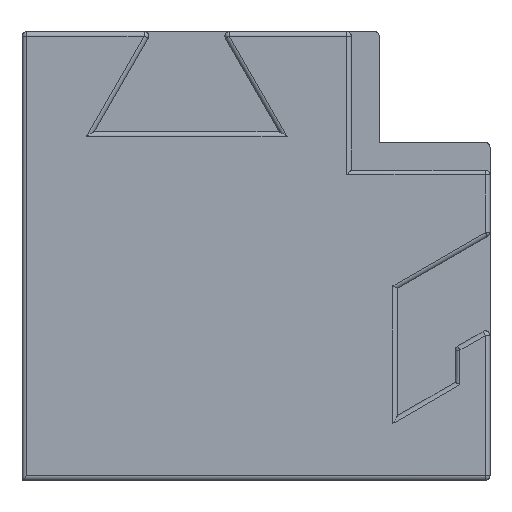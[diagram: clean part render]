
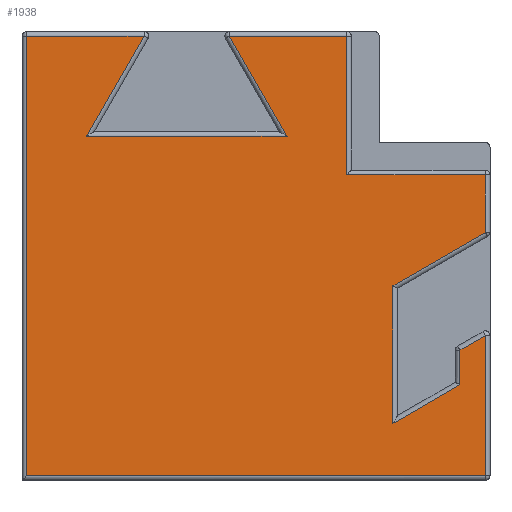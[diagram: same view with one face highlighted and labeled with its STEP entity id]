
A CAD part, front view. The second image highlights one B-rep face of the part: STEP entity #1938.
In plain terms, the highlighted planar face has unit normal (0, -1, 0).
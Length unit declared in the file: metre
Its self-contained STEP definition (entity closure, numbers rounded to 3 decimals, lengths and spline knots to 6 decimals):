
#462=ORIENTED_EDGE('',*,*,#913,.F.);
#463=ORIENTED_EDGE('',*,*,#914,.F.);
#464=ORIENTED_EDGE('',*,*,#842,.F.);
#465=ORIENTED_EDGE('',*,*,#840,.F.);
#466=ORIENTED_EDGE('',*,*,#915,.F.);
#467=ORIENTED_EDGE('',*,*,#834,.F.);
#468=ORIENTED_EDGE('',*,*,#832,.F.);
#469=ORIENTED_EDGE('',*,*,#916,.F.);
#470=ORIENTED_EDGE('',*,*,#917,.F.);
#471=ORIENTED_EDGE('',*,*,#819,.F.);
#472=ORIENTED_EDGE('',*,*,#817,.F.);
#473=ORIENTED_EDGE('',*,*,#823,.F.);
#474=ORIENTED_EDGE('',*,*,#918,.F.);
#475=ORIENTED_EDGE('',*,*,#919,.F.);
#476=ORIENTED_EDGE('',*,*,#825,.F.);
#477=ORIENTED_EDGE('',*,*,#829,.F.);
#817=EDGE_CURVE('',#1091,#1090,#1257,.T.);
#819=EDGE_CURVE('',#1090,#1092,#1258,.F.);
#823=EDGE_CURVE('',#1093,#1091,#1259,.T.);
#825=EDGE_CURVE('',#1094,#1095,#1260,.T.);
#829=EDGE_CURVE('',#1096,#1094,#1261,.F.);
#832=EDGE_CURVE('',#1098,#1097,#1262,.T.);
#834=EDGE_CURVE('',#1097,#1100,#1263,.F.);
#840=EDGE_CURVE('',#1105,#1103,#1266,.F.);
#842=EDGE_CURVE('',#1103,#1106,#1267,.T.);
#913=EDGE_CURVE('',#1142,#1096,#1324,.T.);
#914=EDGE_CURVE('',#1106,#1142,#1325,.F.);
#915=EDGE_CURVE('',#1100,#1105,#1326,.F.);
#916=EDGE_CURVE('',#1143,#1098,#1327,.T.);
#917=EDGE_CURVE('',#1092,#1143,#1328,.F.);
#918=EDGE_CURVE('',#1144,#1093,#1329,.T.);
#919=EDGE_CURVE('',#1095,#1144,#1330,.T.);
#1090=VERTEX_POINT('',#2996);
#1091=VERTEX_POINT('',#2998);
#1092=VERTEX_POINT('',#3003);
#1093=VERTEX_POINT('',#3008);
#1094=VERTEX_POINT('',#3012);
#1095=VERTEX_POINT('',#3014);
#1096=VERTEX_POINT('',#3019);
#1097=VERTEX_POINT('',#3023);
#1098=VERTEX_POINT('',#3025);
#1100=VERTEX_POINT('',#3031);
#1103=VERTEX_POINT('',#3038);
#1105=VERTEX_POINT('',#3042);
#1106=VERTEX_POINT('',#3047);
#1142=VERTEX_POINT('',#3190);
#1143=VERTEX_POINT('',#3194);
#1144=VERTEX_POINT('',#3197);
#1257=LINE('',#2999,#1453);
#1258=LINE('',#3002,#1454);
#1259=LINE('',#3009,#1455);
#1260=LINE('',#3013,#1456);
#1261=LINE('',#3020,#1457);
#1262=LINE('',#3026,#1458);
#1263=LINE('',#3030,#1459);
#1266=LINE('',#3043,#1462);
#1267=LINE('',#3046,#1463);
#1324=LINE('',#3189,#1520);
#1325=LINE('',#3191,#1521);
#1326=LINE('',#3192,#1522);
#1327=LINE('',#3193,#1523);
#1328=LINE('',#3195,#1524);
#1329=LINE('',#3196,#1525);
#1330=LINE('',#3198,#1526);
#1453=VECTOR('',#2341,1.);
#1454=VECTOR('',#2346,1.);
#1455=VECTOR('',#2355,1.);
#1456=VECTOR('',#2360,1.);
#1457=VECTOR('',#2369,1.);
#1458=VECTOR('',#2376,1.);
#1459=VECTOR('',#2381,1.);
#1462=VECTOR('',#2392,1.);
#1463=VECTOR('',#2397,1.);
#1520=VECTOR('',#2554,1.);
#1521=VECTOR('',#2555,1.);
#1522=VECTOR('',#2556,1.);
#1523=VECTOR('',#2557,1.);
#1524=VECTOR('',#2558,1.);
#1525=VECTOR('',#2559,1.);
#1526=VECTOR('',#2560,1.);
#1637=EDGE_LOOP('',(#462,#463,#464,#465,#466,#467,#468,#469,#470,#471,#472,
#473,#474,#475,#476,#477));
#1770=FACE_BOUND('',#1637,.T.);
#1869=PLANE('',#2106);
#1938=ADVANCED_FACE('',(#1770),#1869,.T.);
#2106=AXIS2_PLACEMENT_3D('',#3188,#2552,#2553);
#2341=DIRECTION('',(0.866,0.,0.5));
#2346=DIRECTION('',(0.,0.,1.));
#2355=DIRECTION('',(0.,0.,1.));
#2360=DIRECTION('',(-0.866,0.,-0.5));
#2369=DIRECTION('',(0.,0.,1.));
#2376=DIRECTION('',(1.,0.,0.));
#2381=DIRECTION('',(0.5,0.,0.866));
#2392=DIRECTION('',(0.5,0.,-0.866));
#2397=DIRECTION('',(1.,0.,0.));
#2552=DIRECTION('',(0.,-1.,0.));
#2553=DIRECTION('',(1.,0.,0.));
#2554=DIRECTION('',(1.,0.,0.));
#2555=DIRECTION('',(0.,0.,1.));
#2556=DIRECTION('',(-1.,0.,0.));
#2557=DIRECTION('',(0.,0.,1.));
#2558=DIRECTION('',(1.,0.,0.));
#2559=DIRECTION('',(0.866,0.,0.5));
#2560=DIRECTION('',(0.,0.,-1.));
#2996=CARTESIAN_POINT('',(-0.07915,-0.16995,-0.315393));
#2998=CARTESIAN_POINT('',(-0.08465,-0.16995,-0.318568));
#2999=CARTESIAN_POINT('',(-0.10894,-0.16995,-0.332592));
#3002=CARTESIAN_POINT('',(-0.07915,-0.16995,-0.298184));
#3003=CARTESIAN_POINT('',(-0.07915,-0.16995,-0.345768));
#3008=CARTESIAN_POINT('',(-0.08465,-0.16995,-0.326068));
#3009=CARTESIAN_POINT('',(-0.08465,-0.16995,-0.298184));
#3012=CARTESIAN_POINT('',(-0.07915,-0.16995,-0.293083));
#3013=CARTESIAN_POINT('',(-0.118601,-0.16995,-0.31586));
#3014=CARTESIAN_POINT('',(-0.09915,-0.16995,-0.30463));
#3019=CARTESIAN_POINT('',(-0.07915,-0.16995,-0.2806));
#3020=CARTESIAN_POINT('',(-0.07915,-0.16995,-0.298184));
#3023=CARTESIAN_POINT('',(-0.153038,-0.16995,-0.2506));
#3025=CARTESIAN_POINT('',(-0.178461,-0.16995,-0.2506));
#3026=CARTESIAN_POINT('',(-0.151306,-0.16995,-0.2506));
#3030=CARTESIAN_POINT('',(-0.164672,-0.16995,-0.270751));
#3031=CARTESIAN_POINT('',(-0.165538,-0.16995,-0.272251));
#3038=CARTESIAN_POINT('',(-0.134574,-0.16995,-0.2506));
#3042=CARTESIAN_POINT('',(-0.122074,-0.16995,-0.272251));
#3043=CARTESIAN_POINT('',(-0.13544,-0.16995,-0.2491));
#3046=CARTESIAN_POINT('',(-0.10815,-0.16995,-0.2506));
#3047=CARTESIAN_POINT('',(-0.10915,-0.16995,-0.2506));
#3188=CARTESIAN_POINT('',(-0.128806,-0.16995,-0.298184));
#3189=CARTESIAN_POINT('',(-0.07815,-0.16995,-0.2806));
#3190=CARTESIAN_POINT('',(-0.10915,-0.16995,-0.2806));
#3191=CARTESIAN_POINT('',(-0.10915,-0.16995,-0.298184));
#3192=CARTESIAN_POINT('',(-0.123806,-0.16995,-0.272251));
#3193=CARTESIAN_POINT('',(-0.178461,-0.16995,-0.2496));
#3194=CARTESIAN_POINT('',(-0.178461,-0.16995,-0.345768));
#3195=CARTESIAN_POINT('',(-0.128806,-0.16995,-0.345768));
#3196=CARTESIAN_POINT('',(-0.105693,-0.16995,-0.338217));
#3197=CARTESIAN_POINT('',(-0.09915,-0.16995,-0.33444));
#3198=CARTESIAN_POINT('',(-0.09915,-0.16995,-0.298184));
